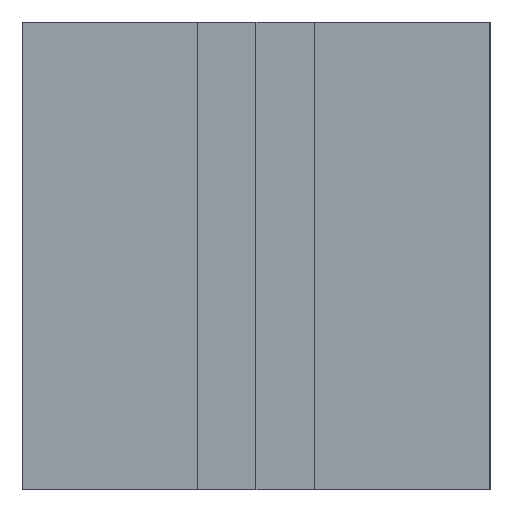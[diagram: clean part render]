
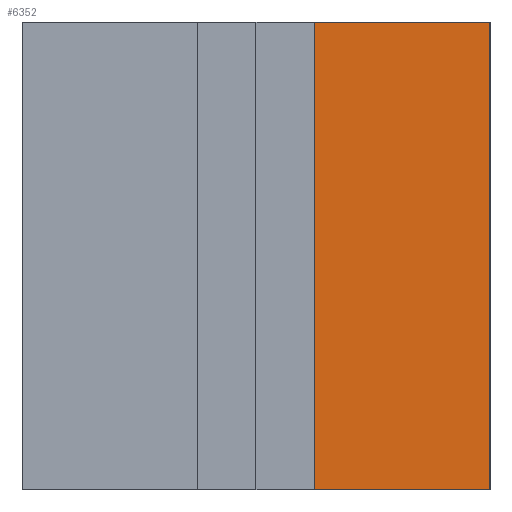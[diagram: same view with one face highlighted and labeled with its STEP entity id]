
A CAD part, left-side view. The second image highlights one B-rep face of the part: STEP entity #6352.
In plain terms, the highlighted planar face has unit normal (-1, 0, 0).
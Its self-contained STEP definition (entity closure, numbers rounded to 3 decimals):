
#268=PLANE('',#6595);
#597=FACE_OUTER_BOUND('',#938,.T.);
#938=EDGE_LOOP('',(#5653,#5654,#5655,#5656));
#1148=LINE('',#9704,#1701);
#1504=LINE('',#12274,#2057);
#1505=LINE('',#12276,#2058);
#1506=LINE('',#12277,#2059);
#1701=VECTOR('',#6859,10.);
#2057=VECTOR('',#7581,10.);
#2058=VECTOR('',#7582,10.);
#2059=VECTOR('',#7583,10.);
#2630=VERTEX_POINT('',#9697);
#2633=VERTEX_POINT('',#9702);
#3024=VERTEX_POINT('',#12273);
#3025=VERTEX_POINT('',#12275);
#3376=EDGE_CURVE('',#2630,#2633,#1148,.T.);
#3960=EDGE_CURVE('',#3024,#2630,#1504,.T.);
#3961=EDGE_CURVE('',#3025,#2633,#1505,.T.);
#3962=EDGE_CURVE('',#3024,#3025,#1506,.T.);
#5653=ORIENTED_EDGE('',*,*,#3960,.T.);
#5654=ORIENTED_EDGE('',*,*,#3376,.T.);
#5655=ORIENTED_EDGE('',*,*,#3961,.F.);
#5656=ORIENTED_EDGE('',*,*,#3962,.F.);
#6352=ADVANCED_FACE('',(#597),#268,.T.);
#6595=AXIS2_PLACEMENT_3D('',#12272,#7579,#7580);
#6859=DIRECTION('',(0.,0.,1.));
#7579=DIRECTION('center_axis',(-1.,0.,0.));
#7580=DIRECTION('ref_axis',(0.,-1.,0.));
#7581=DIRECTION('',(0.,-1.,0.));
#7582=DIRECTION('',(0.,-1.,0.));
#7583=DIRECTION('',(0.,0.,1.));
#9697=CARTESIAN_POINT('',(0.,0.,0.));
#9702=CARTESIAN_POINT('',(0.,0.,20.));
#9704=CARTESIAN_POINT('',(0.,0.,0.));
#12272=CARTESIAN_POINT('Origin',(0.,7.5,0.));
#12273=CARTESIAN_POINT('',(0.,7.5,0.));
#12274=CARTESIAN_POINT('',(0.,7.5,0.));
#12275=CARTESIAN_POINT('',(0.,7.5,20.));
#12276=CARTESIAN_POINT('',(0.,7.5,20.));
#12277=CARTESIAN_POINT('',(0.,7.5,0.));
